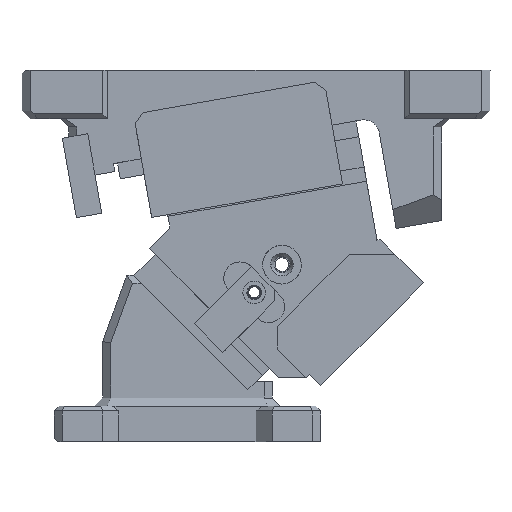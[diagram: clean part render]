
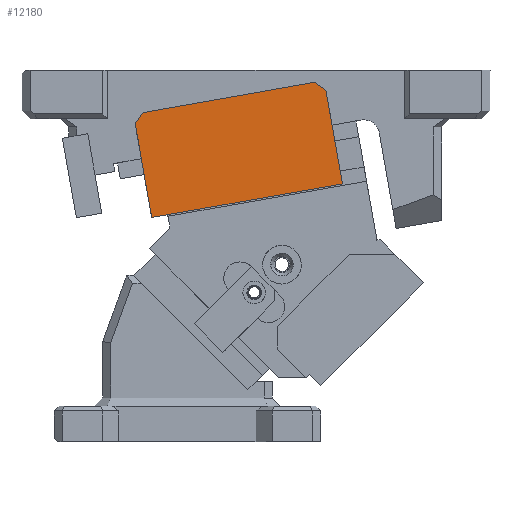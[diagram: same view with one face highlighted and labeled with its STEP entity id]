
A CAD part, front view. The second image highlights one B-rep face of the part: STEP entity #12180.
In plain terms, the highlighted planar face has unit normal (0, -1, 0).
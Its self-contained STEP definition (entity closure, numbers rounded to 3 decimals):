
#11170=CARTESIAN_POINT('Vertex',(50.131,0.,196.951)) ;
#11173=CARTESIAN_POINT('Line Origine',(52.565,0.,200.426)) ;
#11177=CARTESIAN_POINT('Vertex',(54.998,0.,203.901)) ;
#11201=CARTESIAN_POINT('Vertex',(161.358,0.,222.655)) ;
#11204=CARTESIAN_POINT('Line Origine',(108.178,0.,213.278)) ;
#11221=CARTESIAN_POINT('Line Origine',(164.833,0.,220.222)) ;
#11225=CARTESIAN_POINT('Vertex',(168.308,0.,217.788)) ;
#11249=CARTESIAN_POINT('Vertex',(178.554,0.,159.685)) ;
#11273=CARTESIAN_POINT('Line Origine',(173.431,0.,188.736)) ;
#11492=CARTESIAN_POINT('Vertex',(60.377,0.,138.847)) ;
#11495=CARTESIAN_POINT('Line Origine',(55.254,0.,167.899)) ;
#12162=CARTESIAN_POINT('Axis2P3D Location',(10.735,0.,130.094)) ;
#12167=CARTESIAN_POINT('Line Origine',(119.465,0.,149.266)) ;
#11174=DIRECTION('Vector Direction',(0.574,0.,0.819)) ;
#11205=DIRECTION('Vector Direction',(0.985,0.,0.174)) ;
#11222=DIRECTION('Vector Direction',(0.819,0.,-0.574)) ;
#11274=DIRECTION('Vector Direction',(0.174,0.,-0.985)) ;
#11496=DIRECTION('Vector Direction',(-0.174,0.,0.985)) ;
#12163=DIRECTION('Axis2P3D Direction',(0.,-1.,0.)) ;
#12164=DIRECTION('Axis2P3D XDirection',(-1.,0.,0.)) ;
#12168=DIRECTION('Vector Direction',(0.985,0.,0.174)) ;
#12165=AXIS2_PLACEMENT_3D('Plane Axis2P3D',#12162,#12163,#12164) ;
#12173=ORIENTED_EDGE('',*,*,#11208,.F.) ;
#12174=ORIENTED_EDGE('',*,*,#11179,.F.) ;
#12175=ORIENTED_EDGE('',*,*,#11499,.F.) ;
#12176=ORIENTED_EDGE('',*,*,#12171,.T.) ;
#12177=ORIENTED_EDGE('',*,*,#11277,.F.) ;
#12178=ORIENTED_EDGE('',*,*,#11227,.F.) ;
#11175=VECTOR('Line Direction',#11174,1.) ;
#11206=VECTOR('Line Direction',#11205,1.) ;
#11223=VECTOR('Line Direction',#11222,1.) ;
#11275=VECTOR('Line Direction',#11274,1.) ;
#11497=VECTOR('Line Direction',#11496,1.) ;
#12169=VECTOR('Line Direction',#12168,1.) ;
#12180=ADVANCED_FACE('CAM HOLER',(#12179),#12166,.T.) ;
#11179=EDGE_CURVE('',#11171,#11178,#11176,.T.) ;
#11208=EDGE_CURVE('',#11178,#11202,#11207,.T.) ;
#11227=EDGE_CURVE('',#11202,#11226,#11224,.T.) ;
#11277=EDGE_CURVE('',#11226,#11250,#11276,.T.) ;
#11499=EDGE_CURVE('',#11493,#11171,#11498,.T.) ;
#12171=EDGE_CURVE('',#11493,#11250,#12170,.T.) ;
#12172=EDGE_LOOP('',(#12173,#12174,#12175,#12176,#12177,#12178)) ;
#12179=FACE_OUTER_BOUND('',#12172,.T.) ;
#11176=LINE('Line',#11173,#11175) ;
#11207=LINE('Line',#11204,#11206) ;
#11224=LINE('Line',#11221,#11223) ;
#11276=LINE('Line',#11273,#11275) ;
#11498=LINE('Line',#11495,#11497) ;
#12170=LINE('Line',#12167,#12169) ;
#12166=PLANE('Plane',#12165) ;
#11171=VERTEX_POINT('',#11170) ;
#11178=VERTEX_POINT('',#11177) ;
#11202=VERTEX_POINT('',#11201) ;
#11226=VERTEX_POINT('',#11225) ;
#11250=VERTEX_POINT('',#11249) ;
#11493=VERTEX_POINT('',#11492) ;
